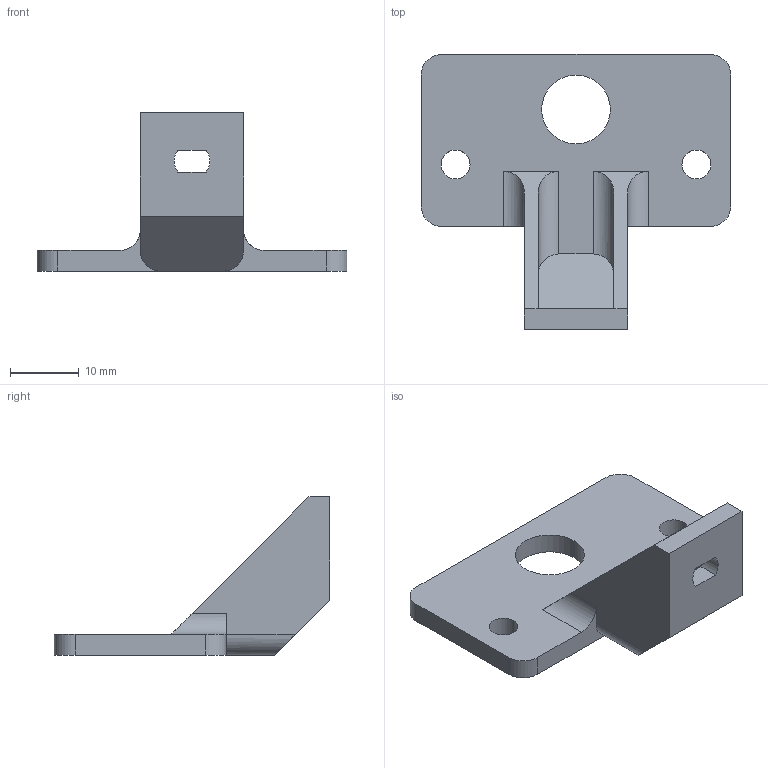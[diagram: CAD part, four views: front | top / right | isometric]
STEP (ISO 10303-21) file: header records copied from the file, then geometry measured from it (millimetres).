
FILE_DESCRIPTION (( 'STEP AP214' ), '1' );
FILE_NAME ('Stepper-Stepper Adapter.STEP', '2025-11-12T19:40:38', ( '' ), ( '' ), 'SwSTEP 2.0', 'SolidWorks 2025', '' );
FILE_SCHEMA (( 'AUTOMOTIVE_DESIGN' ));
Length unit declared in the file: millimetre
Products named in the file (1): Stepper-Stepper Adapter
Bounding box: 45 x 40 x 23 mm (x, y, z)
Volume: 5278.6 mm3; surface area: 4315.7 mm2
Topology: 1 solids, 1 shells, 38 faces, 106 edges, 70 vertices
Faces by surface type: plane 20, cylinder 18
Entity records: 1261 total; most frequent: CARTESIAN_POINT 239, ORIENTED_EDGE 212, DIRECTION 204, EDGE_CURVE 106, VECTOR 70, LINE 70, VERTEX_POINT 70, AXIS2_PLACEMENT_3D 67
